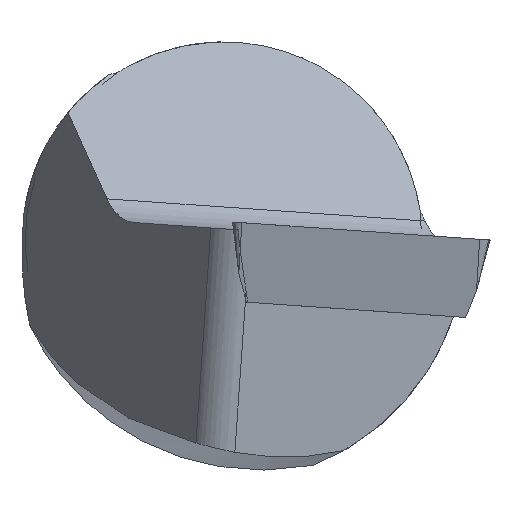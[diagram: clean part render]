
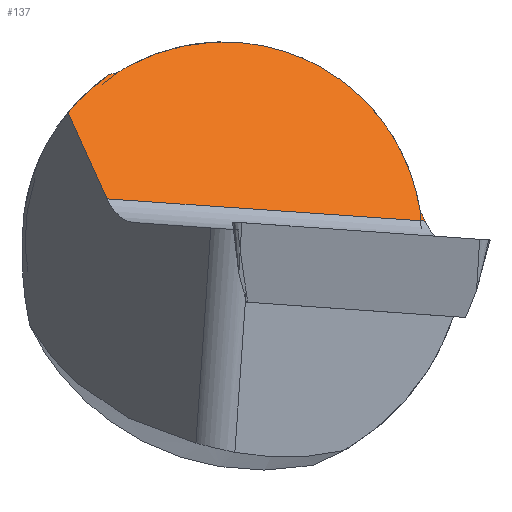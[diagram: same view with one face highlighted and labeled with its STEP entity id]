
A CAD part, left-side view. The second image highlights one B-rep face of the part: STEP entity #137.
In plain terms, the highlighted planar face has unit normal (-0.656, -0.314, 0.687).
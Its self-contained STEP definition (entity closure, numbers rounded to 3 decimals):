
#120=PLANE('',#554);
#137=ADVANCED_FACE('',(#169),#120,.T.);
#169=FACE_OUTER_BOUND('',#193,.T.);
#193=EDGE_LOOP('',(#325,#326,#327,#328,#329,#330));
#239=LINE('',#786,#272);
#240=LINE('',#789,#273);
#272=VECTOR('',#623,1.);
#273=VECTOR('',#628,1.);
#325=ORIENTED_EDGE('',*,*,#473,.F.);
#326=ORIENTED_EDGE('',*,*,#485,.T.);
#327=ORIENTED_EDGE('',*,*,#484,.F.);
#328=ORIENTED_EDGE('',*,*,#486,.F.);
#329=ORIENTED_EDGE('',*,*,#475,.F.);
#330=ORIENTED_EDGE('',*,*,#487,.F.);
#431=VERTEX_POINT('',#744);
#432=VERTEX_POINT('',#746);
#433=VERTEX_POINT('',#748);
#434=VERTEX_POINT('',#750);
#436=VERTEX_POINT('',#777);
#440=VERTEX_POINT('',#785);
#473=EDGE_CURVE('',#431,#432,#526,.T.);
#475=EDGE_CURVE('',#433,#434,#527,.T.);
#484=EDGE_CURVE('',#440,#436,#239,.T.);
#485=EDGE_CURVE('',#431,#436,#531,.T.);
#486=EDGE_CURVE('',#434,#440,#240,.T.);
#487=EDGE_CURVE('',#432,#433,#532,.T.);
#526=ELLIPSE('',#544,22.182,12.267);
#527=ELLIPSE('',#546,22.182,12.267);
#531=ELLIPSE('',#552,12.385,8.12);
#532=ELLIPSE('',#553,12.202,8.);
#544=AXIS2_PLACEMENT_3D('',#745,#607,#608);
#546=AXIS2_PLACEMENT_3D('',#749,#611,#612);
#552=AXIS2_PLACEMENT_3D('',#788,#626,#627);
#553=AXIS2_PLACEMENT_3D('',#790,#629,#630);
#554=AXIS2_PLACEMENT_3D('',#791,#631,#632);
#607=DIRECTION('',(0.656,0.314,-0.687));
#608=DIRECTION('',(-0.755,0.272,-0.596));
#611=DIRECTION('',(0.656,0.314,-0.687));
#612=DIRECTION('',(-0.755,0.272,-0.596));
#623=DIRECTION('',(0.604,0.328,0.726));
#626=DIRECTION('',(-0.656,-0.314,0.687));
#627=DIRECTION('',(-0.755,0.272,-0.596));
#628=DIRECTION('',(-0.375,0.925,0.065));
#629=DIRECTION('',(0.656,0.314,-0.687));
#630=DIRECTION('',(-0.755,0.272,-0.596));
#631=DIRECTION('',(-0.656,-0.314,0.687));
#632=DIRECTION('',(0.723,0.,0.69));
#744=CARTESIAN_POINT('',(14.243,4.627,6.673));
#745=CARTESIAN_POINT('',(0.469,3.243,-7.105));
#746=CARTESIAN_POINT('',(14.5,4.279,6.759));
#748=CARTESIAN_POINT('',(14.5,-7.91,1.195));
#749=CARTESIAN_POINT('',(0.469,3.243,-7.105));
#750=CARTESIAN_POINT('',(14.166,-8.118,0.782));
#777=CARTESIAN_POINT('',(11.871,6.27,5.159));
#785=CARTESIAN_POINT('',(8.975,4.7,1.678));
#786=CARTESIAN_POINT('',(7.099,3.682,-0.577));
#788=CARTESIAN_POINT('',(9.464,0.,0.));
#789=CARTESIAN_POINT('',(18.375,-18.51,0.055));
#790=CARTESIAN_POINT('',(9.464,0.,0.));
#791=CARTESIAN_POINT('',(18.375,-18.51,0.055));
